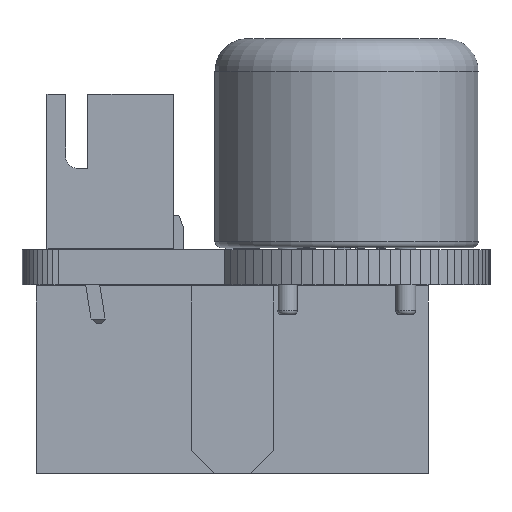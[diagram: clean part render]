
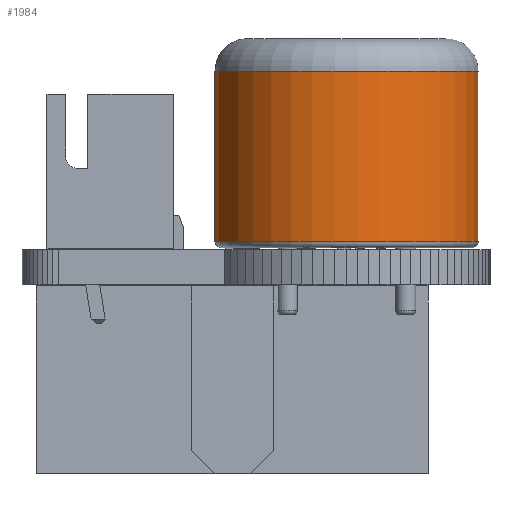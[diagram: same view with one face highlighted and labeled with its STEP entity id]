
A CAD part, left-side view. The second image highlights one B-rep face of the part: STEP entity #1984.
In plain terms, the highlighted cylindrical face has radius 6 mm (diameter 12 mm), a full revolution.
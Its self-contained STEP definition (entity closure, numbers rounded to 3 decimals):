
#1984 = ADVANCED_FACE('',(#1985),#1998,.T.);
#1985 = FACE_BOUND('',#1986,.T.);
#1986 = EDGE_LOOP('',(#1987,#2021,#2044,#2071));
#1987 = ORIENTED_EDGE('',*,*,#1988,.T.);
#1988 = EDGE_CURVE('',#1989,#1989,#1991,.T.);
#1989 = VERTEX_POINT('',#1990);
#1990 = CARTESIAN_POINT('',(9.8,0.,0.33));
#1991 = SURFACE_CURVE('',#1992,(#1997,#2009),.PCURVE_S1.);
#1992 = CIRCLE('',#1993,6.);
#1993 = AXIS2_PLACEMENT_3D('',#1994,#1995,#1996);
#1994 = CARTESIAN_POINT('',(3.8,0.,0.33));
#1995 = DIRECTION('',(0.,0.,1.));
#1996 = DIRECTION('',(1.,0.,0.));
#1997 = PCURVE('',#1998,#2003);
#1998 = CYLINDRICAL_SURFACE('',#1999,6.);
#1999 = AXIS2_PLACEMENT_3D('',#2000,#2001,#2002);
#2000 = CARTESIAN_POINT('',(3.8,0.,0.03));
#2001 = DIRECTION('',(-0.,-0.,-1.));
#2002 = DIRECTION('',(1.,0.,0.));
#2003 = DEFINITIONAL_REPRESENTATION('',(#2004),#2008);
#2004 = LINE('',#2005,#2006);
#2005 = CARTESIAN_POINT('',(6.283,-0.3));
#2006 = VECTOR('',#2007,1.);
#2007 = DIRECTION('',(-1.,0.));
#2008 = ( GEOMETRIC_REPRESENTATION_CONTEXT(2) 
PARAMETRIC_REPRESENTATION_CONTEXT() REPRESENTATION_CONTEXT('2D SPACE',''
  ) );
#2009 = PCURVE('',#2010,#2015);
#2010 = TOROIDAL_SURFACE('',#2011,5.7,0.3);
#2011 = AXIS2_PLACEMENT_3D('',#2012,#2013,#2014);
#2012 = CARTESIAN_POINT('',(3.8,0.,0.33));
#2013 = DIRECTION('',(0.,0.,-1.));
#2014 = DIRECTION('',(1.,0.,0.));
#2015 = DEFINITIONAL_REPRESENTATION('',(#2016),#2020);
#2016 = LINE('',#2017,#2018);
#2017 = CARTESIAN_POINT('',(6.283,0.));
#2018 = VECTOR('',#2019,1.);
#2019 = DIRECTION('',(-1.,0.));
#2020 = ( GEOMETRIC_REPRESENTATION_CONTEXT(2) 
PARAMETRIC_REPRESENTATION_CONTEXT() REPRESENTATION_CONTEXT('2D SPACE',''
  ) );
#2021 = ORIENTED_EDGE('',*,*,#2022,.T.);
#2022 = EDGE_CURVE('',#1989,#2023,#2025,.T.);
#2023 = VERTEX_POINT('',#2024);
#2024 = CARTESIAN_POINT('',(9.8,0.,8.049));
#2025 = SEAM_CURVE('',#2026,(#2030,#2037),.PCURVE_S1.);
#2026 = LINE('',#2027,#2028);
#2027 = CARTESIAN_POINT('',(9.8,0.,0.03));
#2028 = VECTOR('',#2029,1.);
#2029 = DIRECTION('',(0.,0.,1.));
#2030 = PCURVE('',#1998,#2031);
#2031 = DEFINITIONAL_REPRESENTATION('',(#2032),#2036);
#2032 = LINE('',#2033,#2034);
#2033 = CARTESIAN_POINT('',(0.,0.));
#2034 = VECTOR('',#2035,1.);
#2035 = DIRECTION('',(0.,-1.));
#2036 = ( GEOMETRIC_REPRESENTATION_CONTEXT(2) 
PARAMETRIC_REPRESENTATION_CONTEXT() REPRESENTATION_CONTEXT('2D SPACE',''
  ) );
#2037 = PCURVE('',#1998,#2038);
#2038 = DEFINITIONAL_REPRESENTATION('',(#2039),#2043);
#2039 = LINE('',#2040,#2041);
#2040 = CARTESIAN_POINT('',(6.283,0.));
#2041 = VECTOR('',#2042,1.);
#2042 = DIRECTION('',(0.,-1.));
#2043 = ( GEOMETRIC_REPRESENTATION_CONTEXT(2) 
PARAMETRIC_REPRESENTATION_CONTEXT() REPRESENTATION_CONTEXT('2D SPACE',''
  ) );
#2044 = ORIENTED_EDGE('',*,*,#2045,.F.);
#2045 = EDGE_CURVE('',#2023,#2023,#2046,.T.);
#2046 = SURFACE_CURVE('',#2047,(#2052,#2059),.PCURVE_S1.);
#2047 = CIRCLE('',#2048,6.);
#2048 = AXIS2_PLACEMENT_3D('',#2049,#2050,#2051);
#2049 = CARTESIAN_POINT('',(3.8,0.,8.049));
#2050 = DIRECTION('',(0.,0.,1.));
#2051 = DIRECTION('',(1.,0.,0.));
#2052 = PCURVE('',#1998,#2053);
#2053 = DEFINITIONAL_REPRESENTATION('',(#2054),#2058);
#2054 = LINE('',#2055,#2056);
#2055 = CARTESIAN_POINT('',(6.283,-8.019));
#2056 = VECTOR('',#2057,1.);
#2057 = DIRECTION('',(-1.,0.));
#2058 = ( GEOMETRIC_REPRESENTATION_CONTEXT(2) 
PARAMETRIC_REPRESENTATION_CONTEXT() REPRESENTATION_CONTEXT('2D SPACE',''
  ) );
#2059 = PCURVE('',#2060,#2065);
#2060 = TOROIDAL_SURFACE('',#2061,4.519,1.481);
#2061 = AXIS2_PLACEMENT_3D('',#2062,#2063,#2064);
#2062 = CARTESIAN_POINT('',(3.8,0.,8.049));
#2063 = DIRECTION('',(0.,0.,1.));
#2064 = DIRECTION('',(1.,0.,0.));
#2065 = DEFINITIONAL_REPRESENTATION('',(#2066),#2070);
#2066 = LINE('',#2067,#2068);
#2067 = CARTESIAN_POINT('',(0.,0.));
#2068 = VECTOR('',#2069,1.);
#2069 = DIRECTION('',(1.,0.));
#2070 = ( GEOMETRIC_REPRESENTATION_CONTEXT(2) 
PARAMETRIC_REPRESENTATION_CONTEXT() REPRESENTATION_CONTEXT('2D SPACE',''
  ) );
#2071 = ORIENTED_EDGE('',*,*,#2022,.F.);
